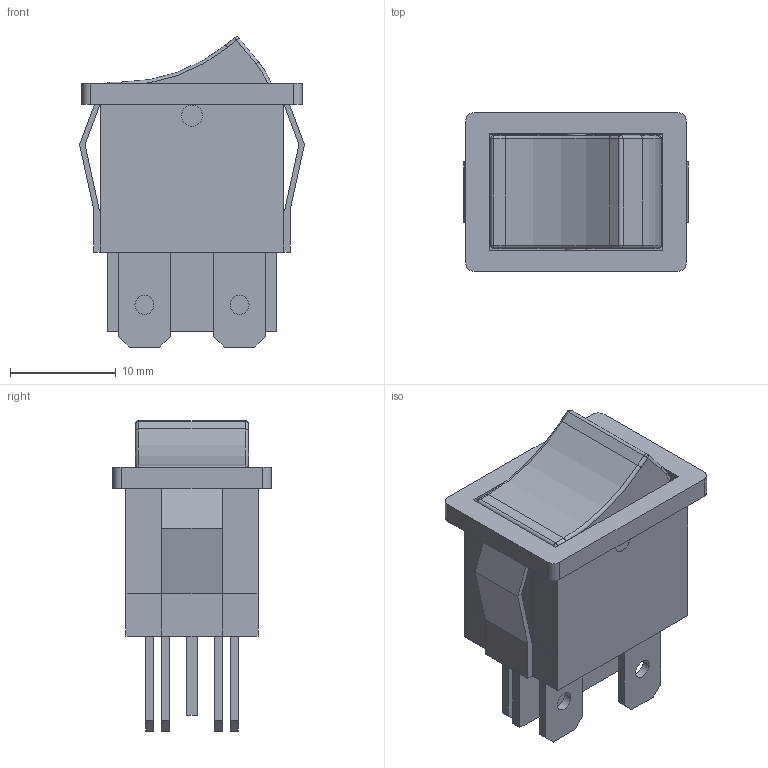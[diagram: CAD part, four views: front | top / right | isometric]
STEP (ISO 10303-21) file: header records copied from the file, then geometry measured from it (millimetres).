
FILE_DESCRIPTION(('FreeCAD Model'),'2;1');
FILE_NAME('Rockerswitch_KCD1_10A_250V.step','2019-10-19T13:05:02',( 'Sisil Galog'),(''),'Open CASCADE STEP processor 7.3','FreeCAD', 'Unknown');
FILE_SCHEMA(('CONFIG_CONTROL_DESIGN','SHAPE_APPEARANCE_LAYER_MIM'));
Length unit declared in the file: millimetre
Products named in the file (1): Switch_KCD1_10A_250V_001
Bounding box: 21.3 x 15 x 29.37 mm (x, y, z)
Volume: 2703.9 mm3; surface area: 4157.9 mm2
Topology: 6 solids, 6 shells, 145 faces, 352 edges, 220 vertices
Faces by surface type: plane 105, cylinder 30, torus 6, sphere 4
Full cylindrical faces by diameter (mm): 1.8 x4, 2 x4
Entity records: 9956 total; most frequent: CARTESIAN_POINT 1722, DIRECTION 1359, LINE 908, VECTOR 908, ORIENTED_EDGE 696, PCURVE 696, DEFINITIONAL_REPRESENTATION 696, EDGE_CURVE 348
